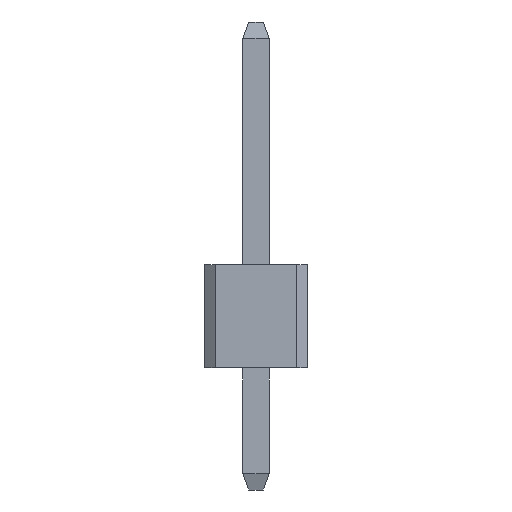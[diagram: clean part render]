
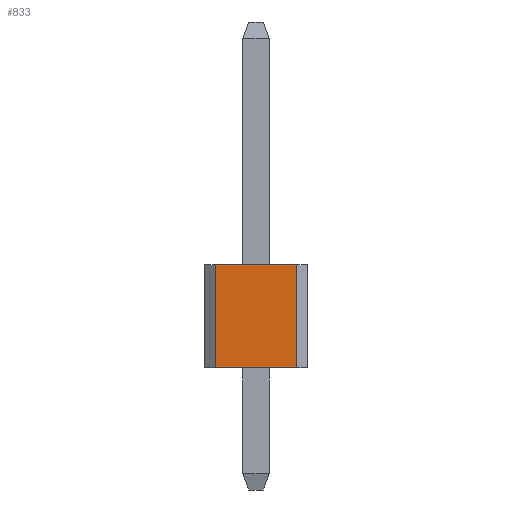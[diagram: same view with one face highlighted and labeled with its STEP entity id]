
A CAD part, front view. The second image highlights one B-rep face of the part: STEP entity #833.
In plain terms, the highlighted planar face has unit normal (0, -1, 0).
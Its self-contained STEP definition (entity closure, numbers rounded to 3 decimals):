
#16 = CARTESIAN_POINT ( 'NONE',  ( 1., -1.27, 3. ) ) ;
#81 = CARTESIAN_POINT ( 'NONE',  ( 1., -1.27, 5.54 ) ) ;
#216 = CARTESIAN_POINT ( 'NONE',  ( -1., -1.27, 3. ) ) ;
#312 = DIRECTION ( 'NONE',  ( 0., -1., 0. ) ) ;
#331 = LINE ( 'NONE', #216, #1319 ) ;
#397 = EDGE_CURVE ( 'NONE', #654, #517, #331, .T. ) ;
#443 = CARTESIAN_POINT ( 'NONE',  ( -1., -1.27, 3. ) ) ;
#457 = DIRECTION ( 'NONE',  ( 0., 0., -1. ) ) ;
#477 = EDGE_CURVE ( 'NONE', #520, #654, #1305, .T. ) ;
#481 = VECTOR ( 'NONE', #1516, 1000. ) ;
#517 = VERTEX_POINT ( 'NONE', #443 ) ;
#520 = VERTEX_POINT ( 'NONE', #929 ) ;
#545 = CARTESIAN_POINT ( 'NONE',  ( -1., -1.27, 5.54 ) ) ;
#560 = CARTESIAN_POINT ( 'NONE',  ( -1., -1.27, 5.54 ) ) ;
#570 = PLANE ( 'NONE',  #706 ) ;
#654 = VERTEX_POINT ( 'NONE', #16 ) ;
#661 = ORIENTED_EDGE ( 'NONE', *, *, #726, .T. ) ;
#706 = AXIS2_PLACEMENT_3D ( 'NONE', #545, #312, #457 ) ;
#726 = EDGE_CURVE ( 'NONE', #1173, #517, #897, .T. ) ;
#788 = VECTOR ( 'NONE', #1002, 1000. ) ;
#799 = EDGE_CURVE ( 'NONE', #520, #1173, #1413, .T. ) ;
#833 = ADVANCED_FACE ( 'NONE', ( #1537 ), #570, .T. ) ;
#897 = LINE ( 'NONE', #1144, #481 ) ;
#929 = CARTESIAN_POINT ( 'NONE',  ( 1., -1.27, 5.54 ) ) ;
#1002 = DIRECTION ( 'NONE',  ( -1., 0., 0. ) ) ;
#1041 = CARTESIAN_POINT ( 'NONE',  ( -1., -1.27, 5.54 ) ) ;
#1144 = CARTESIAN_POINT ( 'NONE',  ( -1., -1.27, 5.54 ) ) ;
#1155 = ORIENTED_EDGE ( 'NONE', *, *, #397, .F. ) ;
#1173 = VERTEX_POINT ( 'NONE', #560 ) ;
#1178 = DIRECTION ( 'NONE',  ( -1., 0., 0. ) ) ;
#1199 = DIRECTION ( 'NONE',  ( 0., 0., -1. ) ) ;
#1282 = EDGE_LOOP ( 'NONE', ( #1155, #1405, #1301, #661 ) ) ;
#1301 = ORIENTED_EDGE ( 'NONE', *, *, #799, .T. ) ;
#1305 = LINE ( 'NONE', #81, #1419 ) ;
#1319 = VECTOR ( 'NONE', #1178, 1000. ) ;
#1405 = ORIENTED_EDGE ( 'NONE', *, *, #477, .F. ) ;
#1413 = LINE ( 'NONE', #1041, #788 ) ;
#1419 = VECTOR ( 'NONE', #1199, 1000. ) ;
#1516 = DIRECTION ( 'NONE',  ( 0., 0., -1. ) ) ;
#1537 = FACE_OUTER_BOUND ( 'NONE', #1282, .T. ) ;
